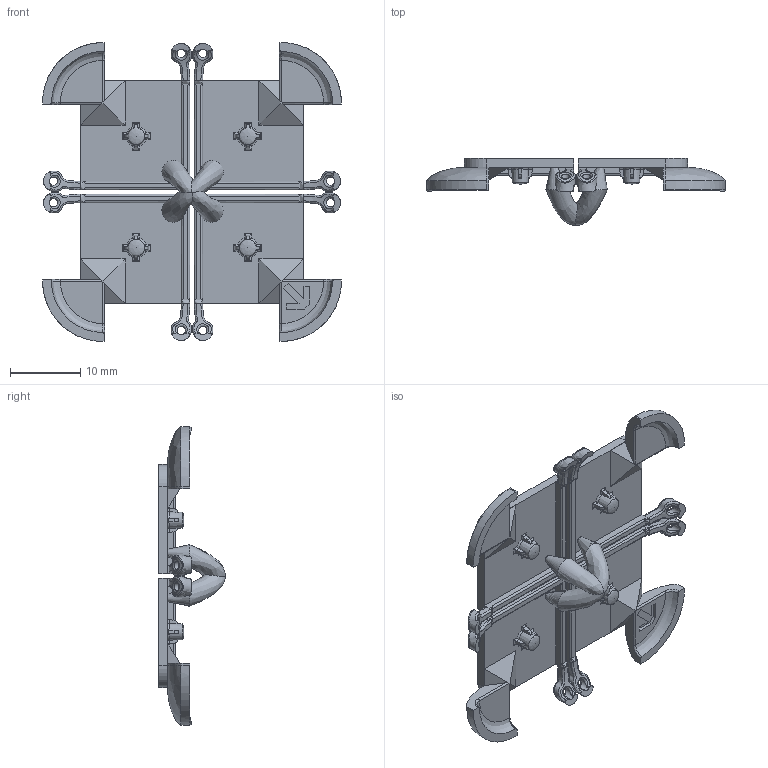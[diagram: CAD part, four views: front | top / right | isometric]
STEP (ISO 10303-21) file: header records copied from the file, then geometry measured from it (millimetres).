
FILE_DESCRIPTION(/* description */ (''),/* implementation_level */ '2;1');
FILE_NAME(/* name */ 'Remote Buttons.stp',/* time_stamp */ '2015-10-15T10:36:12-07:00',/* author */ ('Sam Clay'),/* organization */ (''),/* preprocessor_version */ 'ST-DEVELOPER v16.1',/* originating_system */ 'Autodesk Inventor 2016',/* authorisation */ '');
FILE_SCHEMA (('AUTOMOTIVE_DESIGN { 1 0 10303 214 3 1 1 }'));
Length unit declared in the file: inch
Products named in the file (1): Remote Buttons
Bounding box: 42.53 x 9.52 x 42.53 mm (x, y, z)
Volume: 2190.2 mm3; surface area: 4400.7 mm2
Topology: 13 solids, 13 shells, 499 faces, 1395 edges, 918 vertices
Faces by surface type: plane 240, cylinder 132, bspline 102, torus 16, cone 9
Full cylindrical faces by diameter (mm): 1.191 x8
Entity records: 29600 total; most frequent: CARTESIAN_POINT 17639, ORIENTED_EDGE 2708, DIRECTION 2141, EDGE_CURVE 1354, VERTEX_POINT 898, AXIS2_PLACEMENT_3D 762, LINE 617, VECTOR 617
